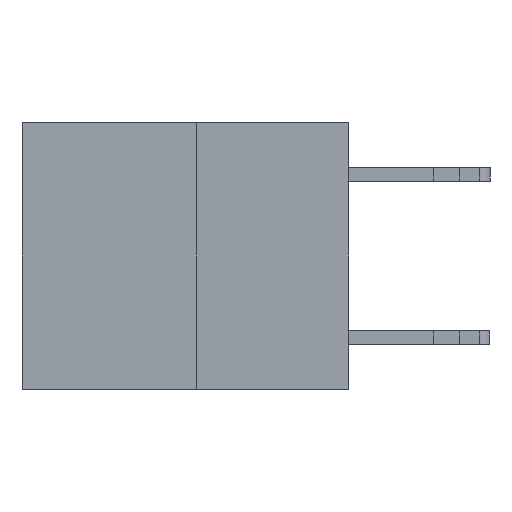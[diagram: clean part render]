
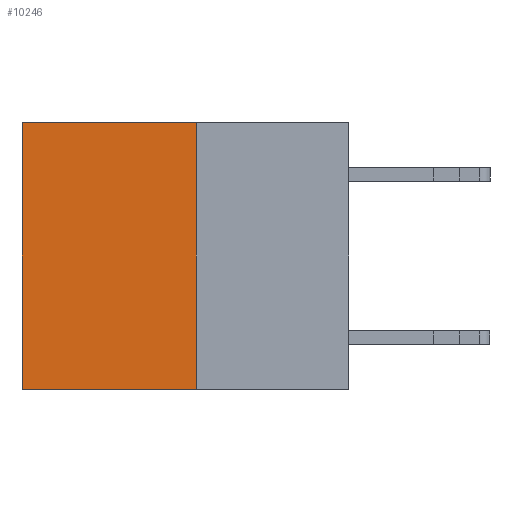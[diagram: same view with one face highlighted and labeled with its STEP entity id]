
A CAD part, left-side view. The second image highlights one B-rep face of the part: STEP entity #10246.
In plain terms, the highlighted planar face has unit normal (-1, 0, 0).
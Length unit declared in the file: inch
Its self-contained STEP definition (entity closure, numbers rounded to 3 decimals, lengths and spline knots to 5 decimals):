
#473 = FACE_OUTER_BOUND ( 'NONE', #15790, .T. ) ;
#619 = PLANE ( 'NONE',  #14504 ) ;
#668 = EDGE_CURVE ( 'NONE', #13623, #2641, #11674, .T. ) ;
#1421 = CARTESIAN_POINT ( 'NONE',  ( 0.3165, 0.28, -0.49 ) ) ;
#2641 = VERTEX_POINT ( 'NONE', #5156 ) ;
#3548 = DIRECTION ( 'NONE',  ( 0., 0., -1. ) ) ;
#4693 = VECTOR ( 'NONE', #6879, 39.37008 ) ;
#5156 = CARTESIAN_POINT ( 'NONE',  ( 0.3165, 0.6, -0.49 ) ) ;
#5294 = CARTESIAN_POINT ( 'NONE',  ( 0.3165, 0.28, -0.49 ) ) ;
#5407 = DIRECTION ( 'NONE',  ( 0., 0., -1. ) ) ;
#5657 = CARTESIAN_POINT ( 'NONE',  ( 0.3165, 0.6, -0.49 ) ) ;
#5936 = EDGE_CURVE ( 'NONE', #7039, #14324, #17288, .T. ) ;
#6299 = CARTESIAN_POINT ( 'NONE',  ( 0.3165, 0.28, 0. ) ) ;
#6879 = DIRECTION ( 'NONE',  ( 0., 1., 0. ) ) ;
#7039 = VERTEX_POINT ( 'NONE', #17198 ) ;
#7253 = LINE ( 'NONE', #5657, #14464 ) ;
#7810 = DIRECTION ( 'NONE',  ( 0., 1., 0. ) ) ;
#9346 = EDGE_CURVE ( 'NONE', #7039, #13623, #9578, .T. ) ;
#9578 = LINE ( 'NONE', #5294, #13879 ) ;
#9624 = VECTOR ( 'NONE', #7810, 39.37008 ) ;
#9635 = DIRECTION ( 'NONE',  ( 0., 0., -1. ) ) ;
#10246 = ADVANCED_FACE ( 'NONE', ( #473 ), #619, .F. ) ;
#11353 = EDGE_CURVE ( 'NONE', #14324, #2641, #7253, .T. ) ;
#11674 = LINE ( 'NONE', #18253, #4693 ) ;
#11875 = ORIENTED_EDGE ( 'NONE', *, *, #9346, .F. ) ;
#12221 = DIRECTION ( 'NONE',  ( 1., 0., 0. ) ) ;
#13230 = CARTESIAN_POINT ( 'NONE',  ( 0.3165, 0.6, 0. ) ) ;
#13431 = CARTESIAN_POINT ( 'NONE',  ( 0.3165, 0.28, -0.49 ) ) ;
#13623 = VERTEX_POINT ( 'NONE', #1421 ) ;
#13879 = VECTOR ( 'NONE', #9635, 39.37008 ) ;
#13889 = ORIENTED_EDGE ( 'NONE', *, *, #5936, .T. ) ;
#14324 = VERTEX_POINT ( 'NONE', #13230 ) ;
#14464 = VECTOR ( 'NONE', #5407, 39.37008 ) ;
#14504 = AXIS2_PLACEMENT_3D ( 'NONE', #13431, #12221, #3548 ) ;
#14882 = ORIENTED_EDGE ( 'NONE', *, *, #668, .F. ) ;
#15078 = ORIENTED_EDGE ( 'NONE', *, *, #11353, .T. ) ;
#15790 = EDGE_LOOP ( 'NONE', ( #15078, #14882, #11875, #13889 ) ) ;
#17198 = CARTESIAN_POINT ( 'NONE',  ( 0.3165, 0.28, 0. ) ) ;
#17288 = LINE ( 'NONE', #6299, #9624 ) ;
#18253 = CARTESIAN_POINT ( 'NONE',  ( 0.3165, 0.28, -0.49 ) ) ;
